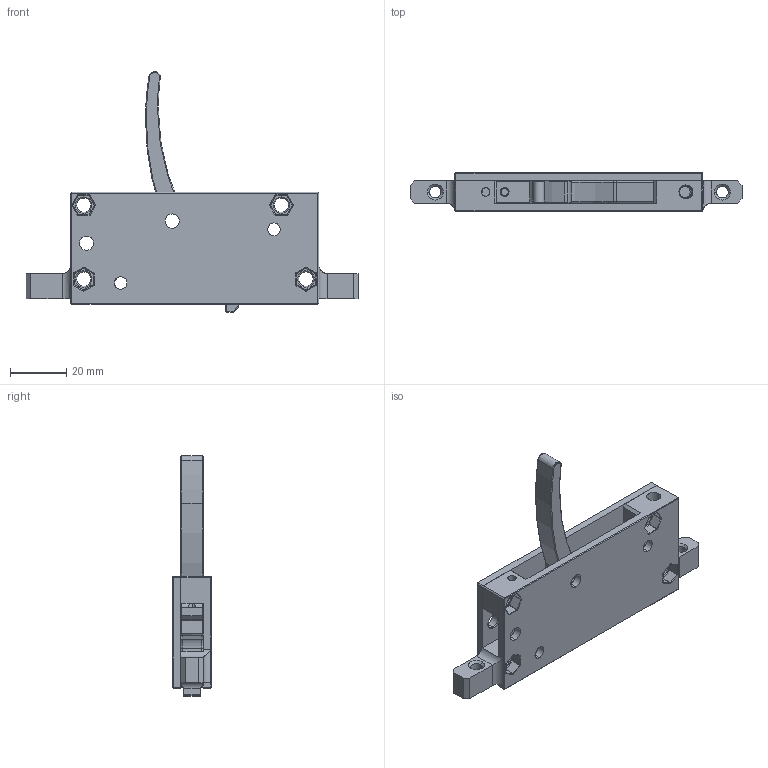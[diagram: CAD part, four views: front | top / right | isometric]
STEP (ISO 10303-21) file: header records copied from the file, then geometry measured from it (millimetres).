
FILE_DESCRIPTION (( 'STEP AP214' ), '1' );
FILE_NAME ('fusion.STEP', '2023-02-08T20:30:31', ( 'Steph4n' ), ( '' ), 'SwSTEP 2.0', 'SolidWorks 2023', '' );
FILE_SCHEMA (( 'AUTOMOTIVE_DESIGN' ));
Length unit declared in the file: millimetre
Products named in the file (6): 03; 01; fusion; plaque inf; plaque sup; 02
Assembly tree (5 placements, depth 2):
  fusion
    plaque inf
    plaque sup
    03
    02
    01
Bounding box: 118.5 x 14 x 85.87 mm (x, y, z)
Volume: 36362.5 mm3; surface area: 26206.6 mm2
Topology: 5 solids, 5 shells, 628 faces, 1484 edges, 836 vertices
Faces by surface type: cylinder 242, torus 144, plane 138, cone 38, sphere 36, bspline 30
Entity records: 18947 total; most frequent: CARTESIAN_POINT 4336, DIRECTION 3291, ORIENTED_EDGE 2886, EDGE_CURVE 1443, AXIS2_PLACEMENT_3D 1334, VERTEX_POINT 828, CIRCLE 728, EDGE_LOOP 685
